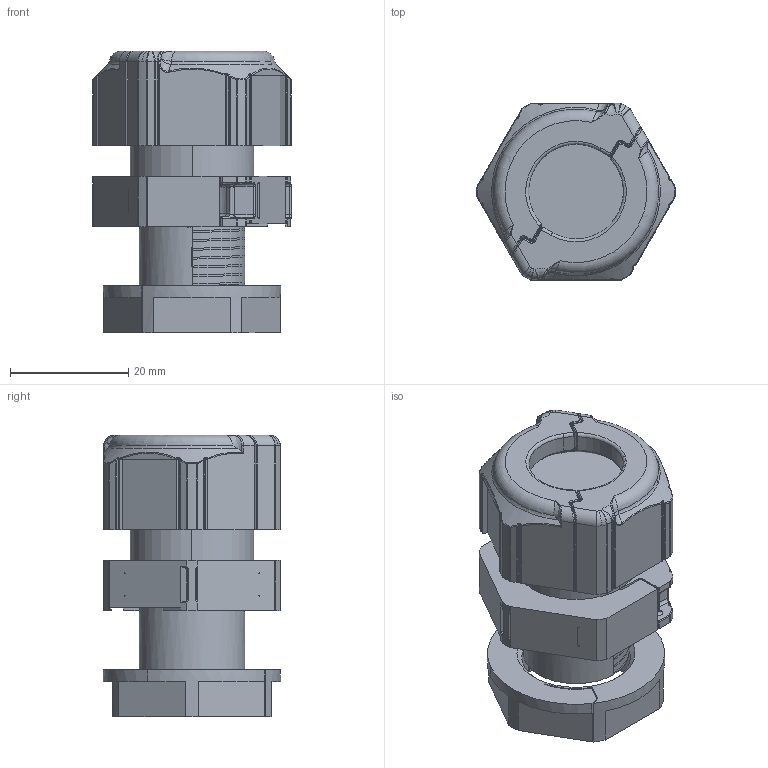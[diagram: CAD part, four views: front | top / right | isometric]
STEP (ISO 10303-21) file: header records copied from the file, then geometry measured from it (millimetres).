
FILE_DESCRIPTION (( 'STEP AP214' ), '1' );
FILE_NAME ('2024940.STP', '2017-05-08T06:02:55', ( '' ), ( '' ), 'SwSTEP 2.0', 'SolidWorks 2016', '' );
FILE_SCHEMA (( 'AUTOMOTIVE_DESIGN' ));
Length unit declared in the file: millimetre
Products named in the file (9): 111592; 111593; 2024940; 111566_Standard; PFLITSCH 1420_220 uGGM; 111587_Standard; 111588; 111589; 111590
Assembly tree (9 placements, depth 4):
  2024940
    111587_Standard
      111592
        111593
      111589
        111590
      111588  x2
    PFLITSCH 1420_220 uGGM
    111566_Standard
Bounding box: 33.53 x 30 x 47.7 mm (x, y, z)
Volume: 20300.6 mm3; surface area: 14957.4 mm2
Topology: 6 solids, 6 shells, 1091 faces, 2846 edges, 1732 vertices
Faces by surface type: cylinder 413, plane 303, bspline 246, torus 64, sphere 55, cone 10
Entity records: 41904 total; most frequent: CARTESIAN_POINT 13109, ORIENTED_EDGE 4498, DIRECTION 3352, EDGE_CURVE 2249, VERTEX_POINT 1403, AXIS2_PLACEMENT_3D 1199, VECTOR 954, LINE 954
